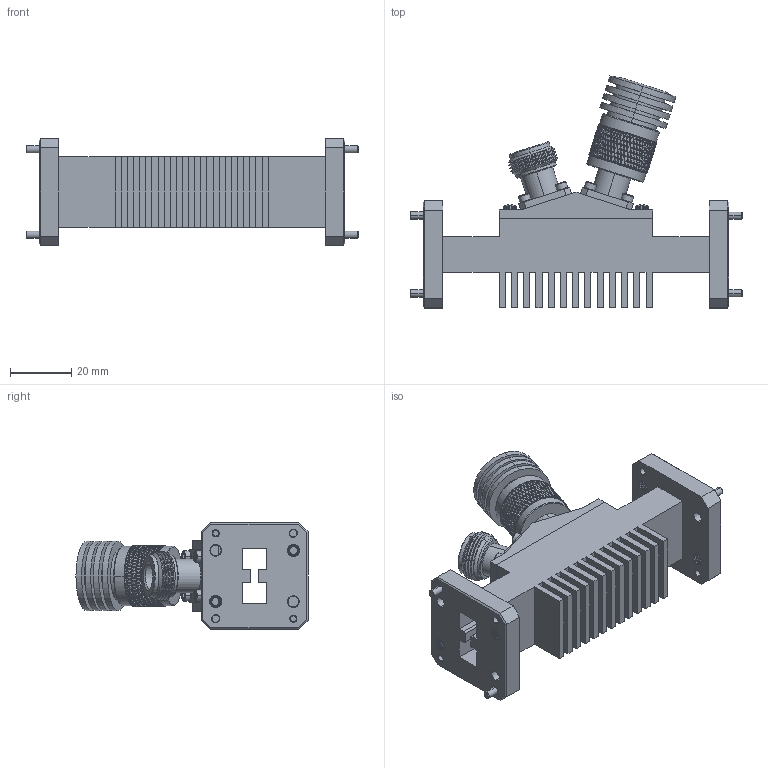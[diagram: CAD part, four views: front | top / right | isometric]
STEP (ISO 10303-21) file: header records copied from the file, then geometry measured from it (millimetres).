
FILE_DESCRIPTION (( 'STEP AP214' ), '1' );
FILE_NAME ('FMWRD650CP04-40_3D.step', '2023-05-23T23:46:07', ( '' ), ( '' ), 'SwSTEP 2.0', 'SolidWorks 2022', '' );
FILE_SCHEMA (( 'AUTOMOTIVE_DESIGN' ));
Products named in the file (1): FMWRD650CP04-40_3D
Bounding box: 108.6 x 75.91 x 35 mm (x, y, z)
Volume: 58533.5 mm3; surface area: 34249.9 mm2
Topology: 1 solids, 2 shells, 3195 faces, 6840 edges, 3692 vertices
Faces by surface type: bspline 1803, cylinder 667, cone 401, plane 304, torus 16, sphere 4
Entity records: 121265 total; most frequent: CARTESIAN_POINT 72884, ORIENTED_EDGE 13672, EDGE_CURVE 6836, DIRECTION 5552, VERTEX_POINT 3692, EDGE_LOOP 3270, ADVANCED_FACE 3195, FACE_OUTER_BOUND 3195
